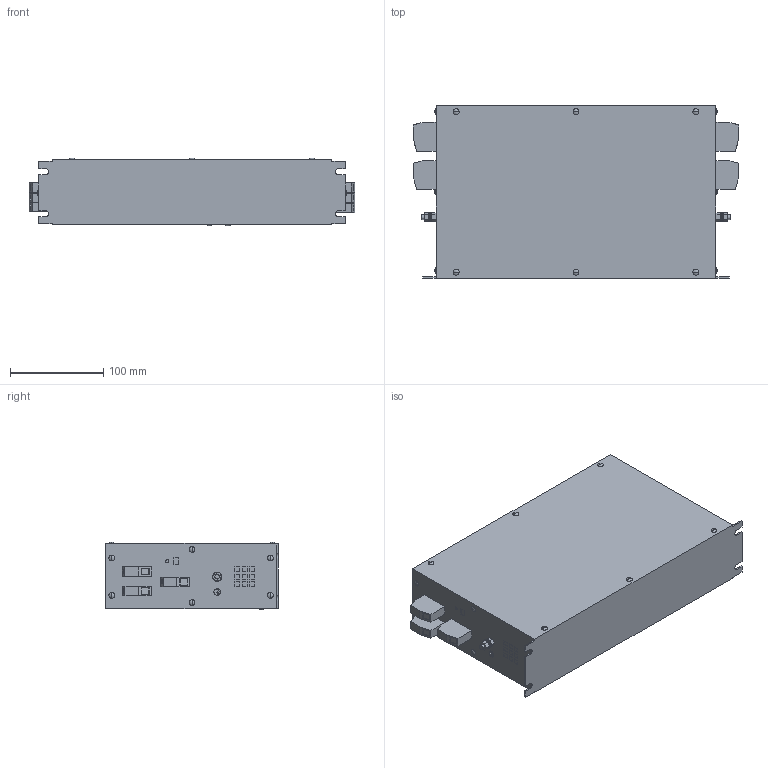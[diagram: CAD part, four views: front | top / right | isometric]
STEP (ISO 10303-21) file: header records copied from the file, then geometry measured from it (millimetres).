
FILE_DESCRIPTION (( 'STEP AP214' ), '1' );
FILE_NAME ('869298.STEP', '2024-06-19T12:40:28', ( '' ), ( '' ), 'SwSTEP 2.0', 'SolidWorks 2022', '' );
FILE_SCHEMA (( 'AUTOMOTIVE_DESIGN' ));
Length unit declared in the file: millimetre
Products named in the file (1): 869298
Bounding box: 349 x 185.05 x 72.74 mm (x, y, z)
Volume: 3930438 mm3; surface area: 197882.7 mm2
Topology: 1 solids, 15 shells, 991 faces, 2350 edges, 1564 vertices
Faces by surface type: plane 841, cylinder 110, sphere 40
Entity records: 28254 total; most frequent: CARTESIAN_POINT 4906, ORIENTED_EDGE 4700, DIRECTION 4654, EDGE_CURVE 2350, LINE 2030, VECTOR 2030, VERTEX_POINT 1564, AXIS2_PLACEMENT_3D 1312
